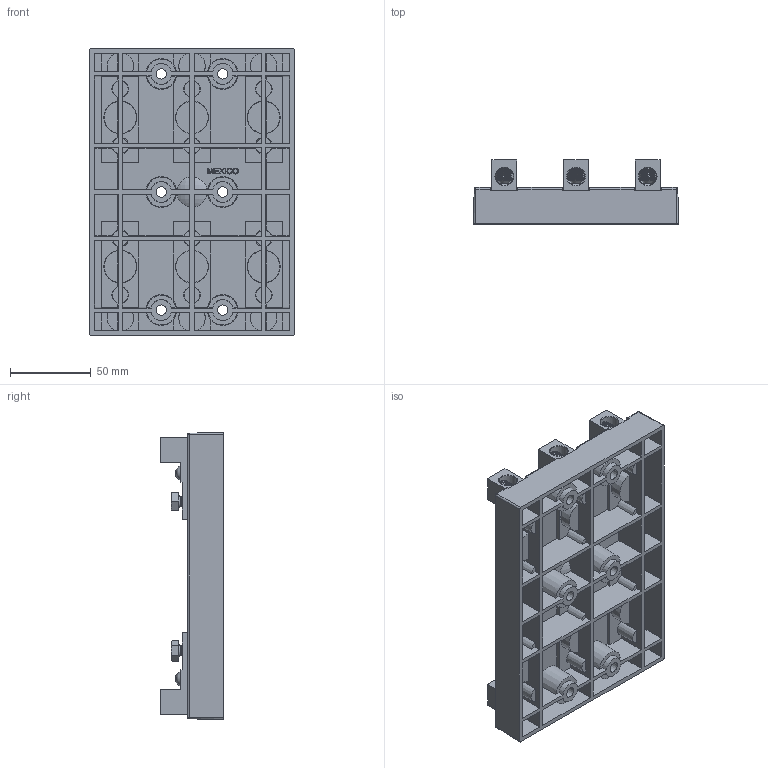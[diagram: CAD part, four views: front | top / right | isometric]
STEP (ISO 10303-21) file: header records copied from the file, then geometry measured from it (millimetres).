
FILE_DESCRIPTION (( 'STEP AP214' ), '1' );
FILE_NAME ('700507rev-.STEP', '2017-05-09T12:34:58', ( '' ), ( '' ), 'SwSTEP 2.0', 'SolidWorks 2016', '' );
FILE_SCHEMA (( 'AUTOMOTIVE_DESIGN' ));
Length unit declared in the file: inch
Products named in the file (1): 700507rev-
Bounding box: 127 x 39.37 x 177.8 mm (x, y, z)
Volume: 226741.9 mm3; surface area: 152667.8 mm2
Topology: 25 solids, 25 shells, 1565 faces, 4198 edges, 2763 vertices
Faces by surface type: plane 656, cone 606, cylinder 260, bspline 43
Full cylindrical faces by diameter (mm): 2.54 x6, 4.039 x12, 4.826 x84, 5.983 x6, 6.35 x48, 8.241 x6, 8.433 x6, 9.525 x66, 10.16 x6, 11.1 x6
Entity records: 44492 total; most frequent: CARTESIAN_POINT 12173, DIRECTION 6517, ORIENTED_EDGE 5660, EDGE_CURVE 2830, AXIS2_PLACEMENT_3D 2569, EDGE_LOOP 2449, VERTEX_POINT 2127, FACE_OUTER_BOUND 1817
